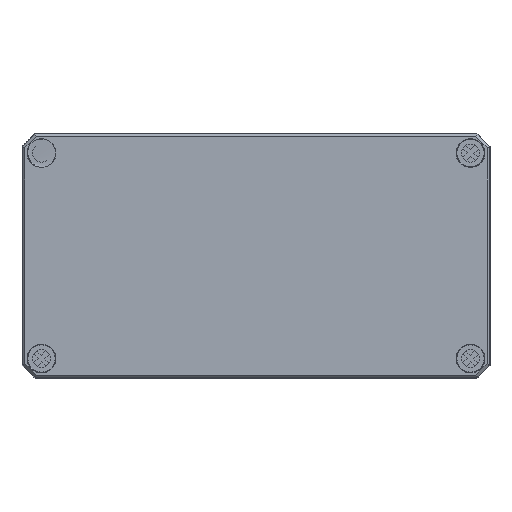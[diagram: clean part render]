
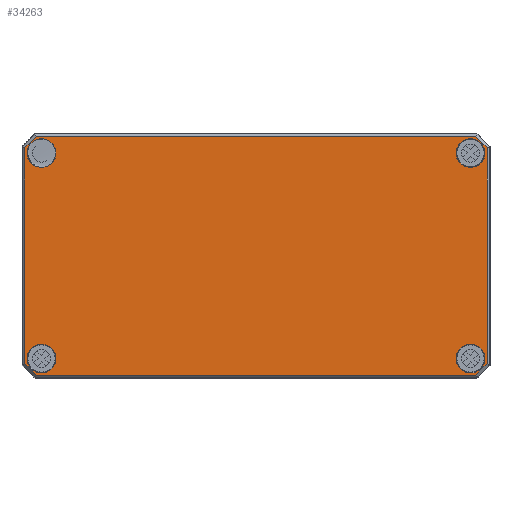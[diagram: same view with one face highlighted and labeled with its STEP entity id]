
A CAD part, top view. The second image highlights one B-rep face of the part: STEP entity #34263.
In plain terms, the highlighted planar face has unit normal (0, 0, 1).
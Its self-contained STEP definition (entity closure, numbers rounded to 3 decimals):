
#285=FACE_BOUND('',#10950,.T.);
#286=FACE_BOUND('',#10951,.T.);
#287=FACE_BOUND('',#10952,.T.);
#288=FACE_BOUND('',#10953,.T.);
#947=PLANE('',#36786);
#3376=LINE('',#61679,#6062);
#3377=LINE('',#61681,#6063);
#3378=LINE('',#61683,#6064);
#3379=LINE('',#61685,#6065);
#3380=LINE('',#61687,#6066);
#3381=LINE('',#61689,#6067);
#3382=LINE('',#61691,#6068);
#3383=LINE('',#61692,#6069);
#6062=VECTOR('',#43737,10.);
#6063=VECTOR('',#43738,10.);
#6064=VECTOR('',#43739,10.);
#6065=VECTOR('',#43740,10.);
#6066=VECTOR('',#43741,10.);
#6067=VECTOR('',#43742,10.);
#6068=VECTOR('',#43743,10.);
#6069=VECTOR('',#43744,10.);
#8705=FACE_OUTER_BOUND('',#10949,.T.);
#10949=EDGE_LOOP('',(#29457,#29458,#29459,#29460,#29461,#29462,#29463,#29464));
#10950=EDGE_LOOP('',(#29465));
#10951=EDGE_LOOP('',(#29466));
#10952=EDGE_LOOP('',(#29467));
#10953=EDGE_LOOP('',(#29468));
#13279=CIRCLE('',#36781,5.53);
#13283=CIRCLE('',#36787,5.53);
#13284=CIRCLE('',#36788,5.53);
#13285=CIRCLE('',#36789,5.53);
#16314=VERTEX_POINT('',#61667);
#16317=VERTEX_POINT('',#61677);
#16318=VERTEX_POINT('',#61678);
#16319=VERTEX_POINT('',#61680);
#16320=VERTEX_POINT('',#61682);
#16321=VERTEX_POINT('',#61684);
#16322=VERTEX_POINT('',#61686);
#16323=VERTEX_POINT('',#61688);
#16324=VERTEX_POINT('',#61690);
#16325=VERTEX_POINT('',#61693);
#16326=VERTEX_POINT('',#61695);
#16327=VERTEX_POINT('',#61697);
#20770=EDGE_CURVE('',#16314,#16314,#13279,.T.);
#20775=EDGE_CURVE('',#16317,#16318,#3376,.T.);
#20776=EDGE_CURVE('',#16319,#16317,#3377,.T.);
#20777=EDGE_CURVE('',#16320,#16319,#3378,.T.);
#20778=EDGE_CURVE('',#16321,#16320,#3379,.T.);
#20779=EDGE_CURVE('',#16322,#16321,#3380,.T.);
#20780=EDGE_CURVE('',#16323,#16322,#3381,.T.);
#20781=EDGE_CURVE('',#16324,#16323,#3382,.T.);
#20782=EDGE_CURVE('',#16318,#16324,#3383,.T.);
#20783=EDGE_CURVE('',#16325,#16325,#13283,.T.);
#20784=EDGE_CURVE('',#16326,#16326,#13284,.T.);
#20785=EDGE_CURVE('',#16327,#16327,#13285,.T.);
#29457=ORIENTED_EDGE('',*,*,#20775,.F.);
#29458=ORIENTED_EDGE('',*,*,#20776,.F.);
#29459=ORIENTED_EDGE('',*,*,#20777,.F.);
#29460=ORIENTED_EDGE('',*,*,#20778,.F.);
#29461=ORIENTED_EDGE('',*,*,#20779,.F.);
#29462=ORIENTED_EDGE('',*,*,#20780,.F.);
#29463=ORIENTED_EDGE('',*,*,#20781,.F.);
#29464=ORIENTED_EDGE('',*,*,#20782,.F.);
#29465=ORIENTED_EDGE('',*,*,#20783,.F.);
#29466=ORIENTED_EDGE('',*,*,#20784,.F.);
#29467=ORIENTED_EDGE('',*,*,#20785,.F.);
#29468=ORIENTED_EDGE('',*,*,#20770,.F.);
#34263=ADVANCED_FACE('',(#8705,#285,#286,#287,#288),#947,.T.);
#36781=AXIS2_PLACEMENT_3D('',#61668,#43724,#43725);
#36786=AXIS2_PLACEMENT_3D('',#61676,#43735,#43736);
#36787=AXIS2_PLACEMENT_3D('',#61694,#43745,#43746);
#36788=AXIS2_PLACEMENT_3D('',#61696,#43747,#43748);
#36789=AXIS2_PLACEMENT_3D('',#61698,#43749,#43750);
#43724=DIRECTION('center_axis',(0.,0.,1.));
#43725=DIRECTION('ref_axis',(-1.,0.,0.));
#43735=DIRECTION('center_axis',(0.,0.,1.));
#43736=DIRECTION('ref_axis',(1.,0.,0.));
#43737=DIRECTION('',(0.707,-0.707,0.));
#43738=DIRECTION('',(1.,0.,0.));
#43739=DIRECTION('',(0.707,0.707,0.));
#43740=DIRECTION('',(0.,1.,0.));
#43741=DIRECTION('',(-0.707,0.707,0.));
#43742=DIRECTION('',(-1.,0.,0.));
#43743=DIRECTION('',(-0.707,-0.707,0.));
#43744=DIRECTION('',(0.,-1.,0.));
#43745=DIRECTION('center_axis',(0.,0.,1.));
#43746=DIRECTION('ref_axis',(1.,0.,0.));
#43747=DIRECTION('center_axis',(0.,0.,1.));
#43748=DIRECTION('ref_axis',(1.,0.,0.));
#43749=DIRECTION('center_axis',(0.,0.,1.));
#43750=DIRECTION('ref_axis',(-1.,0.,0.));
#61667=CARTESIAN_POINT('',(-76.97,39.5,15.));
#61668=CARTESIAN_POINT('Origin',(-82.5,39.5,15.));
#61676=CARTESIAN_POINT('Origin',(0.,0.,
15.));
#61677=CARTESIAN_POINT('',(84.532,45.869,15.));
#61678=CARTESIAN_POINT('',(88.869,41.532,15.));
#61679=CARTESIAN_POINT('',(74.7,55.7,15.));
#61680=CARTESIAN_POINT('',(-84.532,45.869,15.));
#61681=CARTESIAN_POINT('',(-42.5,45.869,15.));
#61682=CARTESIAN_POINT('',(-88.869,41.532,15.));
#61683=CARTESIAN_POINT('',(-77.2,53.2,15.));
#61684=CARTESIAN_POINT('',(-88.869,-41.532,15.));
#61685=CARTESIAN_POINT('',(-88.869,-21.,15.));
#61686=CARTESIAN_POINT('',(-84.532,-45.869,15.));
#61687=CARTESIAN_POINT('',(-74.7,-55.7,15.));
#61688=CARTESIAN_POINT('',(84.532,-45.869,15.));
#61689=CARTESIAN_POINT('',(42.5,-45.869,15.));
#61690=CARTESIAN_POINT('',(88.869,-41.532,15.));
#61691=CARTESIAN_POINT('',(77.2,-53.2,15.));
#61692=CARTESIAN_POINT('',(88.869,21.,15.));
#61693=CARTESIAN_POINT('',(88.03,39.5,15.));
#61694=CARTESIAN_POINT('Origin',(82.5,39.5,15.));
#61695=CARTESIAN_POINT('',(88.03,-39.5,15.));
#61696=CARTESIAN_POINT('Origin',(82.5,-39.5,15.));
#61697=CARTESIAN_POINT('',(-76.97,-39.5,15.));
#61698=CARTESIAN_POINT('Origin',(-82.5,-39.5,15.));
